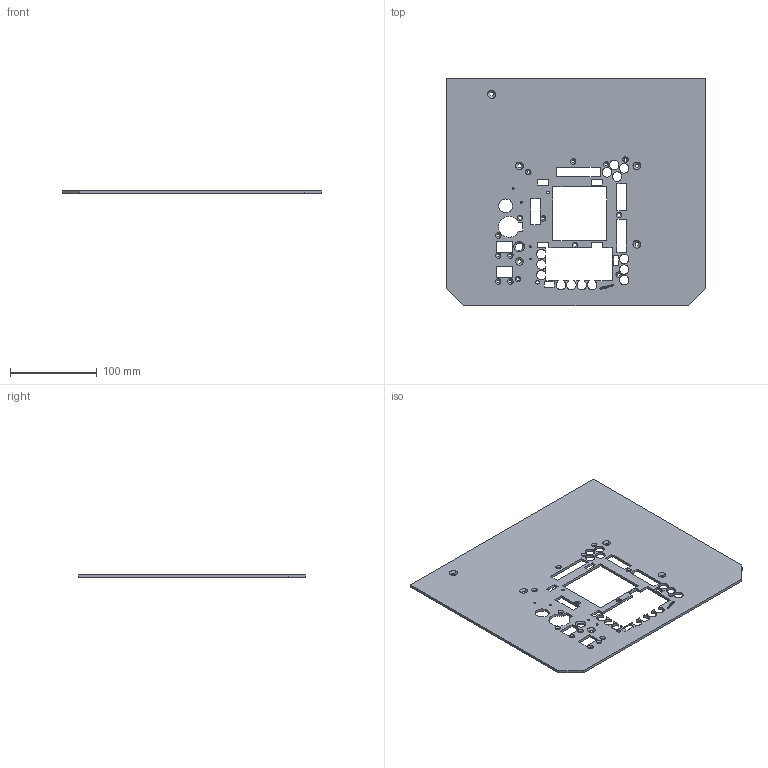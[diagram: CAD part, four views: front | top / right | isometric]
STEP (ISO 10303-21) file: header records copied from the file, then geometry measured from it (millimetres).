
FILE_DESCRIPTION (( 'STEP AP214' ), '1' );
FILE_NAME ('Dessus Gros Robot.STEP', '2016-12-07T18:23:41', ( 'ClubRobot' ), ( '' ), 'SwSTEP 2.0', 'SolidWorks 2015', '' );
FILE_SCHEMA (( 'AUTOMOTIVE_DESIGN' ));
Length unit declared in the file: millimetre
Products named in the file (1): Dessus Gros Robot
Bounding box: 298 x 262 x 3 mm (x, y, z)
Volume: 197350.9 mm3; surface area: 141256.1 mm2
Topology: 1 solids, 1 shells, 252 faces, 684 edges, 442 vertices
Faces by surface type: cylinder 122, plane 88, cone 42
Entity records: 8415 total; most frequent: DIRECTION 1479, CARTESIAN_POINT 1391, ORIENTED_EDGE 1368, EDGE_CURVE 684, AXIS2_PLACEMENT_3D 544, VERTEX_POINT 442, LINE 391, VECTOR 391
